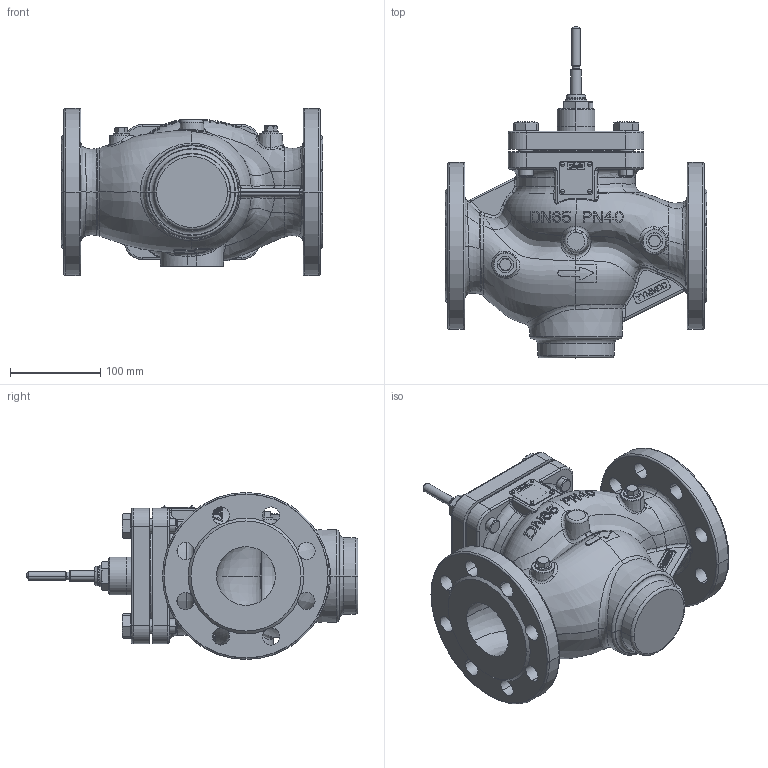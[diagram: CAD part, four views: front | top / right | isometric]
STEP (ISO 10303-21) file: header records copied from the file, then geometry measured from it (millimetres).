
FILE_DESCRIPTION((''),'2;1');
FILE_NAME('065B5514_VFG22_PN40_DN65_ASM','2024-03-25T16:12:33',('U384264'),('Danfoss'),'CREO PARAMETRIC BY PTC INC, 2022124','CREO PARAMETRIC BY PTC INC, 2022124','');
FILE_SCHEMA(('CONFIG_CONTROL_DESIGN'));
Products named in the file (13): 88650140_VALVE_B_VFG_DN65_PN40; 88650840_VALVE_C_VFG_DN65_PN40; 88652420_CON_INSERT_DN65-125; 54590640; 8865140_ASM; 88652180_VFG_STEM_DN65; 5184024; 51817290_M5_ZATIC; LABEL_PLATE_37X37; 5589607; 54540510; 188610240; 065B5514_VFG22_PN40_DN65_ASM
Assembly tree (20 placements, depth 3):
  065B5514_VFG22_PN40_DN65_ASM
    88650140_VALVE_B_VFG_DN65_PN40
    88650840_VALVE_C_VFG_DN65_PN40
    8865140_ASM
      88652420_CON_INSERT_DN65-125
      54590640
    88652180_VFG_STEM_DN65
    5184024  x4
    51817290_M5_ZATIC
    LABEL_PLATE_37X37
    5589607  x4
    54540510  x2
    188610240  x2
Bounding box: 290 x 367.6 x 185 mm (x, y, z)
Volume: 3367357.1 mm3; surface area: 576399.9 mm2
Topology: 19 solids, 46 shells, 2474 faces, 6567 edges, 4232 vertices
Faces by surface type: plane 1491, cylinder 354, bspline 253, cone 181, torus 108, extrusion 54, revolution 23, sphere 10
Entity records: 105979 total; most frequent: CARTESIAN_POINT 50392, ORIENTED_EDGE 12354, DIRECTION 9994, EDGE_CURVE 6229, VERTEX_POINT 4038, VECTOR 3463, LINE 3409, AXIS2_PLACEMENT_3D 3254
